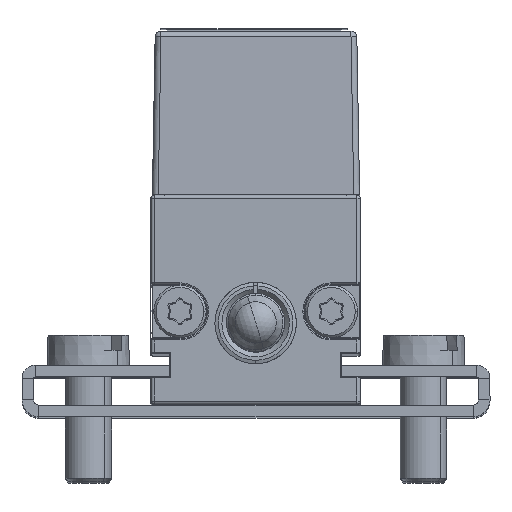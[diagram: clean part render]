
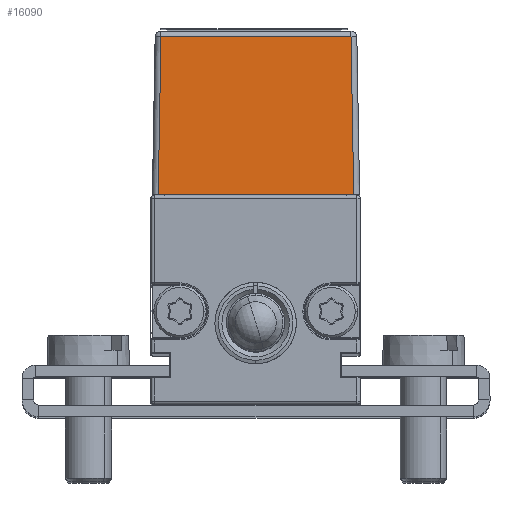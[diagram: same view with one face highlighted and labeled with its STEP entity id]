
A CAD part, top view. The second image highlights one B-rep face of the part: STEP entity #16090.
In plain terms, the highlighted planar face has unit normal (0, 0.018, 1).
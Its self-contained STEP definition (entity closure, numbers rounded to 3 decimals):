
#244 = VERTEX_POINT ( 'NONE', #15830 ) ;
#465 = PLANE ( 'NONE',  #2101 ) ;
#631 = ORIENTED_EDGE ( 'NONE', *, *, #6304, .T. ) ;
#1151 = ORIENTED_EDGE ( 'NONE', *, *, #4107, .T. ) ;
#2101 = AXIS2_PLACEMENT_3D ( 'NONE', #9137, #23730, #11284 ) ;
#3355 = EDGE_CURVE ( 'NONE', #6941, #7077, #21573, .T. ) ;
#3361 = FACE_OUTER_BOUND ( 'NONE', #14204, .T. ) ;
#3878 = CARTESIAN_POINT ( 'NONE',  ( -8.366, 17.991, 129.409 ) ) ;
#4107 = EDGE_CURVE ( 'NONE', #27226, #6941, #7239, .T. ) ;
#5440 = VECTOR ( 'NONE', #6023, 1000. ) ;
#6023 = DIRECTION ( 'NONE',  ( 1., 0., 0. ) ) ;
#6304 = EDGE_CURVE ( 'NONE', #7077, #244, #15659, .T. ) ;
#6941 = VERTEX_POINT ( 'NONE', #12242 ) ;
#6947 = DIRECTION ( 'NONE',  ( -0.017, 1., -0.017 ) ) ;
#7077 = VERTEX_POINT ( 'NONE', #14951 ) ;
#7239 = LINE ( 'NONE', #3878, #18422 ) ;
#8284 = CARTESIAN_POINT ( 'NONE',  ( -8.129, 31.583, 129.171 ) ) ;
#8293 = CARTESIAN_POINT ( 'NONE',  ( -8.868, 18., 129.409 ) ) ;
#9137 = CARTESIAN_POINT ( 'NONE',  ( -8.868, 18., 129.409 ) ) ;
#9195 = CARTESIAN_POINT ( 'NONE',  ( 8.421, 18.302, 129.403 ) ) ;
#11284 = DIRECTION ( 'NONE',  ( 0., -1., 0.017 ) ) ;
#11457 = ORIENTED_EDGE ( 'NONE', *, *, #12037, .T. ) ;
#12037 = EDGE_CURVE ( 'NONE', #244, #27226, #19679, .T. ) ;
#12242 = CARTESIAN_POINT ( 'NONE',  ( -8.366, 18., 129.409 ) ) ;
#14204 = EDGE_LOOP ( 'NONE', ( #631, #11457, #1151, #16172 ) ) ;
#14951 = CARTESIAN_POINT ( 'NONE',  ( 8.426, 18., 129.409 ) ) ;
#15659 = LINE ( 'NONE', #9195, #26692 ) ;
#15830 = CARTESIAN_POINT ( 'NONE',  ( 8.189, 31.583, 129.171 ) ) ;
#16090 = ADVANCED_FACE ( 'NONE', ( #3361 ), #465, .T. ) ;
#16172 = ORIENTED_EDGE ( 'NONE', *, *, #3355, .T. ) ;
#18422 = VECTOR ( 'NONE', #20793, 1000. ) ;
#18897 = CARTESIAN_POINT ( 'NONE',  ( -8.868, 31.583, 129.171 ) ) ;
#19027 = VECTOR ( 'NONE', #27132, 1000. ) ;
#19679 = LINE ( 'NONE', #18897, #19027 ) ;
#20793 = DIRECTION ( 'NONE',  ( -0.017, -1., 0.017 ) ) ;
#21573 = LINE ( 'NONE', #8293, #5440 ) ;
#23730 = DIRECTION ( 'NONE',  ( 0., 0.017, 1. ) ) ;
#26692 = VECTOR ( 'NONE', #6947, 1000. ) ;
#27132 = DIRECTION ( 'NONE',  ( -1., 0., 0. ) ) ;
#27226 = VERTEX_POINT ( 'NONE', #8284 ) ;
